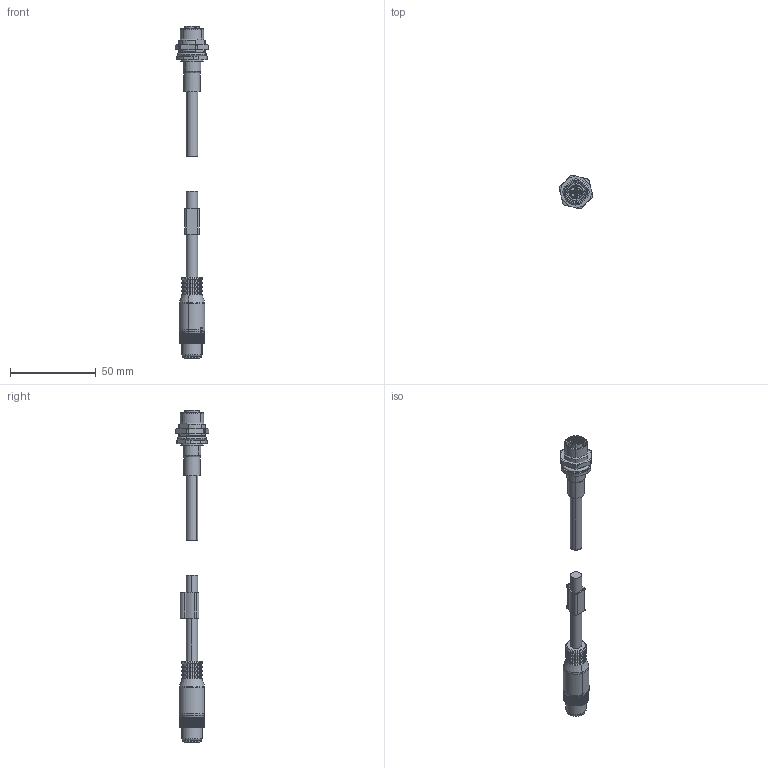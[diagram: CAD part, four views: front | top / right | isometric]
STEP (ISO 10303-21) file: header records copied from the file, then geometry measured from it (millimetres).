
FILE_DESCRIPTION(('CATIA V5 STEP Exchange','CAx-IF Rec.Pracs.--- Model Styling and Organization---1.4--- 2014-01-23'),'2;1');
FILE_NAME ('009754-4_0_1244130020_1244130020.stp','2020-10-26T16:59:58+00:00',('none'),('Weidmueller'),'CATIA Version 5-6 Release 2016 SP3 HF44','CATIA V5 STEP AP214','none');
FILE_SCHEMA(('AUTOMOTIVE_DESIGN { 1 0 10303 214 1 1 1 1 }'));
Length unit declared in the file: millimetre
Products named in the file (1): 1244130020
Bounding box: 19.64 x 19.64 x 193.1 mm (x, y, z)
Volume: 16629.9 mm3; surface area: 12433.6 mm2
Topology: 16 solids, 16 shells, 1018 faces, 2693 edges, 1732 vertices
Faces by surface type: plane 352, cylinder 319, cone 156, torus 130, extrusion 45, bspline 8, sphere 8
Entity records: 31447 total; most frequent: CARTESIAN_POINT 8874, ORIENTED_EDGE 5354, DIRECTION 3388, EDGE_CURVE 2677, VERTEX_POINT 1732, AXIS2_PLACEMENT_3D 1639, VECTOR 1091, EDGE_LOOP 1073
